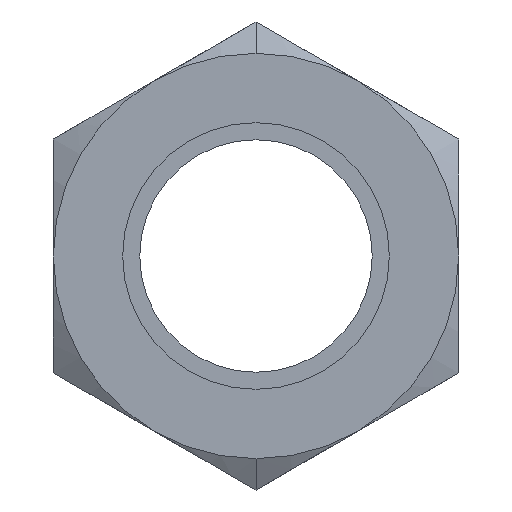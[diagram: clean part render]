
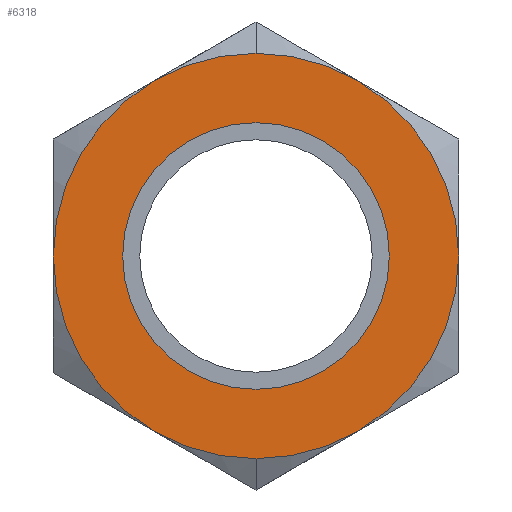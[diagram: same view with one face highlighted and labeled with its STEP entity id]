
A CAD part, left-side view. The second image highlights one B-rep face of the part: STEP entity #6318.
In plain terms, the highlighted planar face has unit normal (-1, 0, 0).
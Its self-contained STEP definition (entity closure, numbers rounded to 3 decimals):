
#9 = EDGE_CURVE ( 'NONE', #949, #9092, #4292, .T. ) ;
#949 = VERTEX_POINT ( 'NONE', #7957 ) ;
#1062 = AXIS2_PLACEMENT_3D ( 'NONE', #6568, #2894, #8940 ) ;
#1250 = CIRCLE ( 'NONE', #2059, 19. ) ;
#1330 = DIRECTION ( 'NONE',  ( 1., 0., 0. ) ) ;
#2059 = AXIS2_PLACEMENT_3D ( 'NONE', #6296, #9317, #5695 ) ;
#2664 = CIRCLE ( 'NONE', #4293, 12.5 ) ;
#2894 = DIRECTION ( 'NONE',  ( -1., 0., 0. ) ) ;
#3669 = EDGE_LOOP ( 'NONE', ( #5644, #5709 ) ) ;
#3769 = CARTESIAN_POINT ( 'NONE',  ( 0., 0., 12.5 ) ) ;
#3779 = VERTEX_POINT ( 'NONE', #7246 ) ;
#3821 = EDGE_CURVE ( 'NONE', #8025, #3779, #2664, .T. ) ;
#3849 = ORIENTED_EDGE ( 'NONE', *, *, #9, .F. ) ;
#4292 = CIRCLE ( 'NONE', #6237, 19. ) ;
#4293 = AXIS2_PLACEMENT_3D ( 'NONE', #8393, #1330, #5284 ) ;
#4711 = DIRECTION ( 'NONE',  ( 1., 0., 0. ) ) ;
#5092 = ORIENTED_EDGE ( 'NONE', *, *, #9903, .F. ) ;
#5169 = FACE_BOUND ( 'NONE', #3669, .T. ) ;
#5284 = DIRECTION ( 'NONE',  ( 0., 0., 1. ) ) ;
#5460 = DIRECTION ( 'NONE',  ( 0., 0., -1. ) ) ;
#5644 = ORIENTED_EDGE ( 'NONE', *, *, #7596, .T. ) ;
#5695 = DIRECTION ( 'NONE',  ( 0., 0., 1. ) ) ;
#5709 = ORIENTED_EDGE ( 'NONE', *, *, #3821, .T. ) ;
#6237 = AXIS2_PLACEMENT_3D ( 'NONE', #7062, #4711, #5460 ) ;
#6296 = CARTESIAN_POINT ( 'NONE',  ( 0., 0., 0. ) ) ;
#6318 = ADVANCED_FACE ( 'NONE', ( #5169, #8226 ), #7475, .T. ) ;
#6461 = CARTESIAN_POINT ( 'NONE',  ( 0., 0., 0. ) ) ;
#6568 = CARTESIAN_POINT ( 'NONE',  ( 0., 0., 9.5 ) ) ;
#7062 = CARTESIAN_POINT ( 'NONE',  ( 0., 0., 0. ) ) ;
#7246 = CARTESIAN_POINT ( 'NONE',  ( 0., 0., -12.5 ) ) ;
#7387 = CIRCLE ( 'NONE', #8675, 12.5 ) ;
#7475 = PLANE ( 'NONE',  #1062 ) ;
#7596 = EDGE_CURVE ( 'NONE', #3779, #8025, #7387, .T. ) ;
#7957 = CARTESIAN_POINT ( 'NONE',  ( 0., 0., -19. ) ) ;
#7965 = DIRECTION ( 'NONE',  ( 0., 0., -1. ) ) ;
#8025 = VERTEX_POINT ( 'NONE', #3769 ) ;
#8226 = FACE_OUTER_BOUND ( 'NONE', #9503, .T. ) ;
#8393 = CARTESIAN_POINT ( 'NONE',  ( 0., 0., 0. ) ) ;
#8675 = AXIS2_PLACEMENT_3D ( 'NONE', #6461, #8683, #7965 ) ;
#8683 = DIRECTION ( 'NONE',  ( 1., 0., 0. ) ) ;
#8940 = DIRECTION ( 'NONE',  ( 0., 0., 1. ) ) ;
#9092 = VERTEX_POINT ( 'NONE', #9214 ) ;
#9214 = CARTESIAN_POINT ( 'NONE',  ( 0., 0., 19. ) ) ;
#9317 = DIRECTION ( 'NONE',  ( 1., 0., 0. ) ) ;
#9503 = EDGE_LOOP ( 'NONE', ( #5092, #3849 ) ) ;
#9903 = EDGE_CURVE ( 'NONE', #9092, #949, #1250, .T. ) ;
